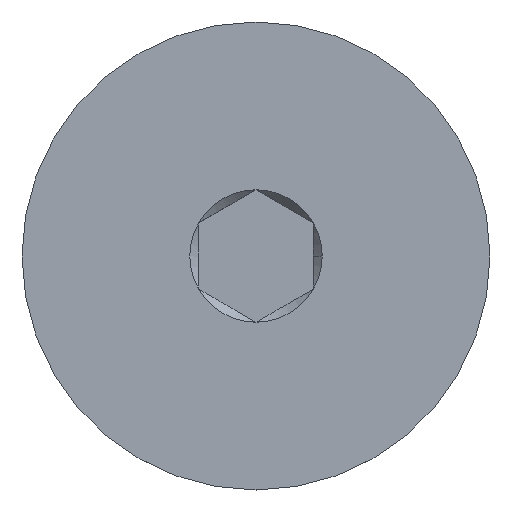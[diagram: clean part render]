
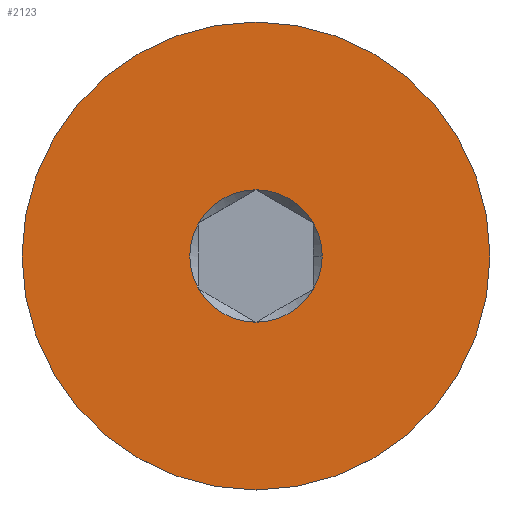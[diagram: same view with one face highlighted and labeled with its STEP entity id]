
A CAD part, top view. The second image highlights one B-rep face of the part: STEP entity #2123.
In plain terms, the highlighted planar face has unit normal (0, 0, 1).
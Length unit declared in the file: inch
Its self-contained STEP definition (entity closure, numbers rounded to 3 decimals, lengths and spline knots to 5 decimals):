
#36 = ORIENTED_EDGE ( 'NONE', *, *, #1561, .F. ) ;
#69 = ORIENTED_EDGE ( 'NONE', *, *, #142, .F. ) ;
#115 = DIRECTION ( 'NONE',  ( 0., 0., 1. ) ) ;
#142 = EDGE_CURVE ( 'NONE', #1584, #191, #341, .T. ) ;
#156 = DIRECTION ( 'NONE',  ( 0., 0., -1. ) ) ;
#170 = CARTESIAN_POINT ( 'NONE',  ( 0.03125, -0.01804, 0.15625 ) ) ;
#191 = VERTEX_POINT ( 'NONE', #170 ) ;
#290 = CIRCLE ( 'NONE', #1857, 0.1275 ) ;
#334 = VERTEX_POINT ( 'NONE', #1116 ) ;
#341 = CIRCLE ( 'NONE', #1025, 0.03608 ) ;
#370 = EDGE_CURVE ( 'NONE', #1236, #2859, #970, .T. ) ;
#491 = DIRECTION ( 'NONE',  ( 0., -1., 0. ) ) ;
#523 = CARTESIAN_POINT ( 'NONE',  ( 0.03125, 0.01804, 0.15625 ) ) ;
#533 = AXIS2_PLACEMENT_3D ( 'NONE', #2541, #2568, #491 ) ;
#550 = FACE_BOUND ( 'NONE', #1940, .T. ) ;
#594 = DIRECTION ( 'NONE',  ( 1., 0., 0. ) ) ;
#609 = DIRECTION ( 'NONE',  ( 0., 0., 1. ) ) ;
#688 = EDGE_LOOP ( 'NONE', ( #36, #2283 ) ) ;
#769 = CARTESIAN_POINT ( 'NONE',  ( 0., 0.03608, 0.15625 ) ) ;
#796 = PLANE ( 'NONE',  #533 ) ;
#884 = CARTESIAN_POINT ( 'NONE',  ( 0., 0., 0.15625 ) ) ;
#894 = DIRECTION ( 'NONE',  ( 0., 0., 1. ) ) ;
#924 = CARTESIAN_POINT ( 'NONE',  ( 0., -0.1275, 0.15625 ) ) ;
#944 = CARTESIAN_POINT ( 'NONE',  ( 0., 0., 0.15625 ) ) ;
#956 = CARTESIAN_POINT ( 'NONE',  ( 0., -0.03608, 0.15625 ) ) ;
#970 = CIRCLE ( 'NONE', #2753, 0.03608 ) ;
#1025 = AXIS2_PLACEMENT_3D ( 'NONE', #884, #1805, #1780 ) ;
#1088 = CARTESIAN_POINT ( 'NONE',  ( 0., 0., 0.15625 ) ) ;
#1106 = DIRECTION ( 'NONE',  ( 1., 0., 0. ) ) ;
#1116 = CARTESIAN_POINT ( 'NONE',  ( 0.03608, 0., 0.15625 ) ) ;
#1190 = DIRECTION ( 'NONE',  ( 0., 0., 1. ) ) ;
#1216 = CARTESIAN_POINT ( 'NONE',  ( -0.03125, -0.01804, 0.15625 ) ) ;
#1217 = AXIS2_PLACEMENT_3D ( 'NONE', #2834, #2857, #2374 ) ;
#1236 = VERTEX_POINT ( 'NONE', #769 ) ;
#1296 = VERTEX_POINT ( 'NONE', #523 ) ;
#1301 = CIRCLE ( 'NONE', #2144, 0.03608 ) ;
#1325 = CARTESIAN_POINT ( 'NONE',  ( 0., 0., 0.15625 ) ) ;
#1362 = AXIS2_PLACEMENT_3D ( 'NONE', #1088, #156, #1733 ) ;
#1465 = EDGE_CURVE ( 'NONE', #334, #1296, #1669, .T. ) ;
#1494 = CARTESIAN_POINT ( 'NONE',  ( 0., 0.1275, 0.15625 ) ) ;
#1495 = ORIENTED_EDGE ( 'NONE', *, *, #2480, .F. ) ;
#1561 = EDGE_CURVE ( 'NONE', #2296, #1984, #290, .T. ) ;
#1584 = VERTEX_POINT ( 'NONE', #956 ) ;
#1589 = DIRECTION ( 'NONE',  ( 0., 0., 1. ) ) ;
#1669 = CIRCLE ( 'NONE', #2824, 0.03608 ) ;
#1685 = ORIENTED_EDGE ( 'NONE', *, *, #370, .F. ) ;
#1733 = DIRECTION ( 'NONE',  ( 0., 1., 0. ) ) ;
#1780 = DIRECTION ( 'NONE',  ( 1., 0., 0. ) ) ;
#1793 = DIRECTION ( 'NONE',  ( 1., 0., 0. ) ) ;
#1805 = DIRECTION ( 'NONE',  ( 0., 0., 1. ) ) ;
#1828 = CARTESIAN_POINT ( 'NONE',  ( 0., 0., 0.15625 ) ) ;
#1843 = CIRCLE ( 'NONE', #1877, 0.03608 ) ;
#1857 = AXIS2_PLACEMENT_3D ( 'NONE', #2065, #2096, #2328 ) ;
#1877 = AXIS2_PLACEMENT_3D ( 'NONE', #1325, #1589, #2233 ) ;
#1880 = CIRCLE ( 'NONE', #1362, 0.1275 ) ;
#1940 = EDGE_LOOP ( 'NONE', ( #1495, #2257, #2391, #69, #2552, #2709, #1685 ) ) ;
#1984 = VERTEX_POINT ( 'NONE', #924 ) ;
#2065 = CARTESIAN_POINT ( 'NONE',  ( 0., 0., 0.15625 ) ) ;
#2096 = DIRECTION ( 'NONE',  ( 0., 0., -1. ) ) ;
#2123 = ADVANCED_FACE ( 'NONE', ( #550, #2306 ), #796, .T. ) ;
#2144 = AXIS2_PLACEMENT_3D ( 'NONE', #1828, #894, #1793 ) ;
#2168 = VERTEX_POINT ( 'NONE', #1216 ) ;
#2189 = EDGE_CURVE ( 'NONE', #2859, #2168, #2809, .T. ) ;
#2233 = DIRECTION ( 'NONE',  ( 1., 0., 0. ) ) ;
#2257 = ORIENTED_EDGE ( 'NONE', *, *, #1465, .F. ) ;
#2283 = ORIENTED_EDGE ( 'NONE', *, *, #2538, .F. ) ;
#2287 = DIRECTION ( 'NONE',  ( 1., 0., 0. ) ) ;
#2296 = VERTEX_POINT ( 'NONE', #1494 ) ;
#2306 = FACE_OUTER_BOUND ( 'NONE', #688, .T. ) ;
#2328 = DIRECTION ( 'NONE',  ( 0., 1., 0. ) ) ;
#2374 = DIRECTION ( 'NONE',  ( 1., 0., 0. ) ) ;
#2379 = CIRCLE ( 'NONE', #1217, 0.03608 ) ;
#2391 = ORIENTED_EDGE ( 'NONE', *, *, #2819, .F. ) ;
#2401 = CARTESIAN_POINT ( 'NONE',  ( 0., 0., 0.15625 ) ) ;
#2459 = CARTESIAN_POINT ( 'NONE',  ( 0., 0., 0.15625 ) ) ;
#2480 = EDGE_CURVE ( 'NONE', #1296, #1236, #2379, .T. ) ;
#2538 = EDGE_CURVE ( 'NONE', #1984, #2296, #1880, .T. ) ;
#2541 = CARTESIAN_POINT ( 'NONE',  ( 0., 0., 0.15625 ) ) ;
#2552 = ORIENTED_EDGE ( 'NONE', *, *, #2853, .F. ) ;
#2568 = DIRECTION ( 'NONE',  ( 0., 0., 1. ) ) ;
#2674 = AXIS2_PLACEMENT_3D ( 'NONE', #2401, #115, #594 ) ;
#2709 = ORIENTED_EDGE ( 'NONE', *, *, #2189, .F. ) ;
#2723 = CARTESIAN_POINT ( 'NONE',  ( -0.03125, 0.01804, 0.15625 ) ) ;
#2753 = AXIS2_PLACEMENT_3D ( 'NONE', #2459, #609, #1106 ) ;
#2809 = CIRCLE ( 'NONE', #2674, 0.03608 ) ;
#2819 = EDGE_CURVE ( 'NONE', #191, #334, #1301, .T. ) ;
#2824 = AXIS2_PLACEMENT_3D ( 'NONE', #944, #1190, #2287 ) ;
#2834 = CARTESIAN_POINT ( 'NONE',  ( 0., 0., 0.15625 ) ) ;
#2853 = EDGE_CURVE ( 'NONE', #2168, #1584, #1843, .T. ) ;
#2857 = DIRECTION ( 'NONE',  ( 0., 0., 1. ) ) ;
#2859 = VERTEX_POINT ( 'NONE', #2723 ) ;
